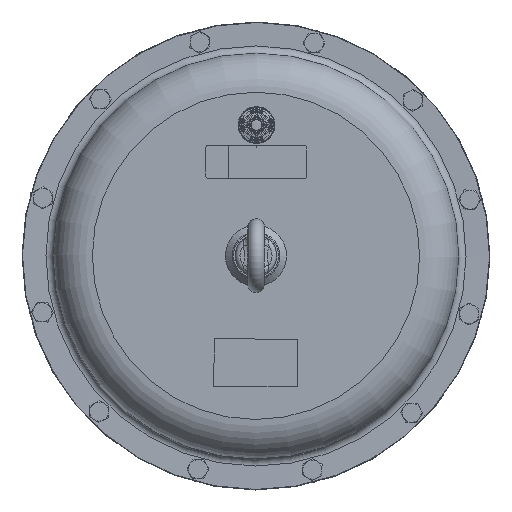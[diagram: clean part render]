
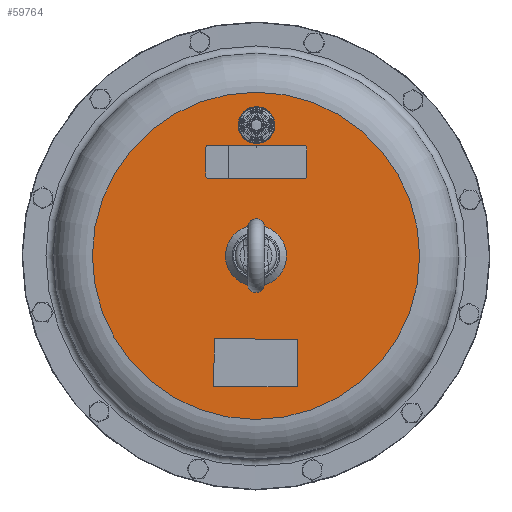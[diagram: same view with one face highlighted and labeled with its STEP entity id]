
A CAD part, top view. The second image highlights one B-rep face of the part: STEP entity #59764.
In plain terms, the highlighted planar face has unit normal (0, 0, 1).
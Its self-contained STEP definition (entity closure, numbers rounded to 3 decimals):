
#3591=FACE_BOUND('',#14913,.T.);
#3592=FACE_BOUND('',#14914,.T.);
#3593=FACE_BOUND('',#14915,.T.);
#3594=FACE_BOUND('',#14916,.T.);
#8724=PLANE('',#64809);
#11319=FACE_OUTER_BOUND('',#14912,.T.);
#14912=EDGE_LOOP('',(#50923));
#14913=EDGE_LOOP('',(#50924));
#14914=EDGE_LOOP('',(#50925,#50926,#50927,#50928,#50929,#50930,#50931,#50932));
#14915=EDGE_LOOP('',(#50933,#50934,#50935,#50936));
#14916=EDGE_LOOP('',(#50937));
#18563=LINE('',#118760,#21893);
#18567=LINE('',#118769,#21897);
#18570=LINE('',#118777,#21900);
#18573=LINE('',#118785,#21903);
#18575=LINE('',#118792,#21905);
#18578=LINE('',#118797,#21908);
#18580=LINE('',#118801,#21910);
#18582=LINE('',#118804,#21912);
#21893=VECTOR('',#76599,1000.);
#21897=VECTOR('',#76609,1000.);
#21900=VECTOR('',#76618,1000.);
#21903=VECTOR('',#76627,1000.);
#21905=VECTOR('',#76635,1000.);
#21908=VECTOR('',#76640,1000.);
#21910=VECTOR('',#76644,1000.);
#21912=VECTOR('',#76648,1000.);
#24656=CIRCLE('',#64409,137.75);
#24673=CIRCLE('',#64434,14.);
#24674=CIRCLE('',#64436,25.657);
#24812=CIRCLE('',#64765,2.);
#24813=CIRCLE('',#64768,2.);
#24814=CIRCLE('',#64771,2.);
#24815=CIRCLE('',#64774,2.);
#29112=VERTEX_POINT('',#116857);
#29143=VERTEX_POINT('',#116926);
#29144=VERTEX_POINT('',#116930);
#29403=VERTEX_POINT('',#118758);
#29404=VERTEX_POINT('',#118759);
#29405=VERTEX_POINT('',#118764);
#29406=VERTEX_POINT('',#118768);
#29407=VERTEX_POINT('',#118772);
#29408=VERTEX_POINT('',#118776);
#29409=VERTEX_POINT('',#118780);
#29410=VERTEX_POINT('',#118784);
#29411=VERTEX_POINT('',#118790);
#29412=VERTEX_POINT('',#118791);
#29413=VERTEX_POINT('',#118796);
#29414=VERTEX_POINT('',#118800);
#36351=EDGE_CURVE('',#29112,#29112,#24656,.T.);
#36384=EDGE_CURVE('',#29143,#29143,#24673,.T.);
#36386=EDGE_CURVE('',#29144,#29144,#24674,.T.);
#36792=EDGE_CURVE('',#29403,#29404,#18563,.T.);
#36795=EDGE_CURVE('',#29404,#29405,#24812,.T.);
#36797=EDGE_CURVE('',#29405,#29406,#18567,.T.);
#36799=EDGE_CURVE('',#29406,#29407,#24813,.T.);
#36801=EDGE_CURVE('',#29407,#29408,#18570,.T.);
#36803=EDGE_CURVE('',#29408,#29409,#24814,.T.);
#36805=EDGE_CURVE('',#29409,#29410,#18573,.T.);
#36807=EDGE_CURVE('',#29410,#29403,#24815,.T.);
#36808=EDGE_CURVE('',#29411,#29412,#18575,.T.);
#36811=EDGE_CURVE('',#29412,#29413,#18578,.T.);
#36813=EDGE_CURVE('',#29413,#29414,#18580,.T.);
#36815=EDGE_CURVE('',#29414,#29411,#18582,.T.);
#50923=ORIENTED_EDGE('',*,*,#36351,.F.);
#50924=ORIENTED_EDGE('',*,*,#36386,.T.);
#50925=ORIENTED_EDGE('',*,*,#36807,.F.);
#50926=ORIENTED_EDGE('',*,*,#36805,.F.);
#50927=ORIENTED_EDGE('',*,*,#36803,.F.);
#50928=ORIENTED_EDGE('',*,*,#36801,.F.);
#50929=ORIENTED_EDGE('',*,*,#36799,.F.);
#50930=ORIENTED_EDGE('',*,*,#36797,.F.);
#50931=ORIENTED_EDGE('',*,*,#36795,.F.);
#50932=ORIENTED_EDGE('',*,*,#36792,.F.);
#50933=ORIENTED_EDGE('',*,*,#36815,.F.);
#50934=ORIENTED_EDGE('',*,*,#36813,.F.);
#50935=ORIENTED_EDGE('',*,*,#36811,.F.);
#50936=ORIENTED_EDGE('',*,*,#36808,.F.);
#50937=ORIENTED_EDGE('',*,*,#36384,.T.);
#59764=ADVANCED_FACE('',(#11319,#3591,#3592,#3593,#3594),#8724,.F.);
#64409=AXIS2_PLACEMENT_3D('',#116859,#75760,#75761);
#64434=AXIS2_PLACEMENT_3D('',#116927,#75822,#75823);
#64436=AXIS2_PLACEMENT_3D('',#116931,#75827,#75828);
#64765=AXIS2_PLACEMENT_3D('',#118765,#76604,#76605);
#64768=AXIS2_PLACEMENT_3D('',#118773,#76613,#76614);
#64771=AXIS2_PLACEMENT_3D('',#118781,#76622,#76623);
#64774=AXIS2_PLACEMENT_3D('',#118788,#76631,#76632);
#64809=AXIS2_PLACEMENT_3D('',#118875,#76743,#76744);
#75760=DIRECTION('center_axis',(0.,0.,
-1.));
#75761=DIRECTION('ref_axis',(-1.,0.004,0.));
#75822=DIRECTION('center_axis',(0.,0.,
-1.));
#75823=DIRECTION('ref_axis',(-1.,0.004,0.));
#75827=DIRECTION('center_axis',(0.,0.,
-1.));
#75828=DIRECTION('ref_axis',(-1.,0.004,0.));
#76599=DIRECTION('',(0.004,1.,0.));
#76604=DIRECTION('center_axis',(0.,0.,
1.));
#76605=DIRECTION('ref_axis',(1.,-0.004,0.));
#76609=DIRECTION('',(-1.,0.004,0.));
#76613=DIRECTION('center_axis',(0.,0.,
1.));
#76614=DIRECTION('ref_axis',(1.,-0.004,0.));
#76618=DIRECTION('',(-0.004,-1.,0.));
#76622=DIRECTION('center_axis',(0.,0.,
1.));
#76623=DIRECTION('ref_axis',(1.,-0.004,0.));
#76627=DIRECTION('',(1.,-0.004,0.));
#76631=DIRECTION('center_axis',(0.,0.,
1.));
#76632=DIRECTION('ref_axis',(1.,-0.004,0.));
#76635=DIRECTION('',(-1.,0.004,0.));
#76640=DIRECTION('',(-0.004,-1.,0.));
#76644=DIRECTION('',(1.,-0.004,0.));
#76648=DIRECTION('',(0.004,1.,0.));
#76743=DIRECTION('center_axis',(0.,0.,
-1.));
#76744=DIRECTION('ref_axis',(-1.,0.004,0.));
#116857=CARTESIAN_POINT('',(137.749,-0.548,401.));
#116859=CARTESIAN_POINT('Origin',(0.,0.001,
401.));
#116926=CARTESIAN_POINT('',(14.438,109.944,401.));
#116927=CARTESIAN_POINT('Origin',(0.438,110.,401.));
#116930=CARTESIAN_POINT('',(25.657,-0.101,401.));
#116931=CARTESIAN_POINT('Origin',(0.,0.001,
401.));
#118758=CARTESIAN_POINT('',(42.767,66.831,401.));
#118759=CARTESIAN_POINT('',(42.862,90.831,401.));
#118760=CARTESIAN_POINT('',(42.767,66.831,401.));
#118764=CARTESIAN_POINT('',(40.87,92.839,401.));
#118765=CARTESIAN_POINT('Origin',(40.862,90.839,401.));
#118768=CARTESIAN_POINT('',(-40.129,93.161,401.));
#118769=CARTESIAN_POINT('',(40.87,92.839,401.));
#118772=CARTESIAN_POINT('',(-42.137,91.169,401.));
#118773=CARTESIAN_POINT('Origin',(-40.137,91.161,401.));
#118776=CARTESIAN_POINT('',(-42.233,67.17,401.));
#118777=CARTESIAN_POINT('',(-42.233,67.17,401.));
#118780=CARTESIAN_POINT('',(-40.241,65.162,401.));
#118781=CARTESIAN_POINT('Origin',(-40.233,67.162,401.));
#118784=CARTESIAN_POINT('',(40.759,64.839,401.));
#118785=CARTESIAN_POINT('',(40.759,64.839,401.));
#118788=CARTESIAN_POINT('Origin',(40.767,66.839,401.));
#118790=CARTESIAN_POINT('',(34.721,-70.138,401.));
#118791=CARTESIAN_POINT('',(-35.279,-69.859,401.));
#118792=CARTESIAN_POINT('',(34.721,-70.138,401.));
#118796=CARTESIAN_POINT('',(-35.438,-109.859,401.));
#118797=CARTESIAN_POINT('',(-35.279,-69.859,401.));
#118800=CARTESIAN_POINT('',(34.561,-110.138,401.));
#118801=CARTESIAN_POINT('',(34.561,-110.138,401.));
#118804=CARTESIAN_POINT('',(34.721,-70.138,401.));
#118875=CARTESIAN_POINT('Origin',(0.,0.001,
401.));
